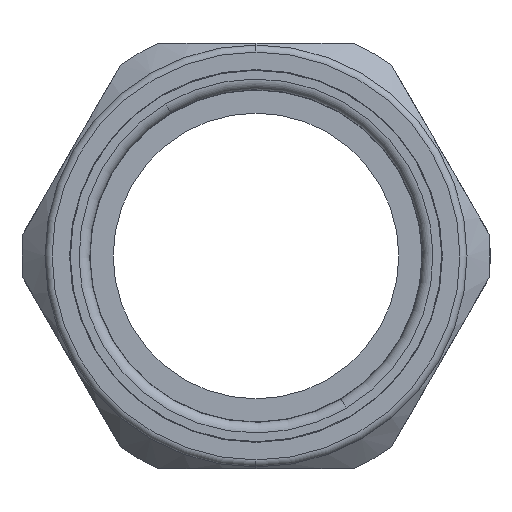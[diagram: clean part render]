
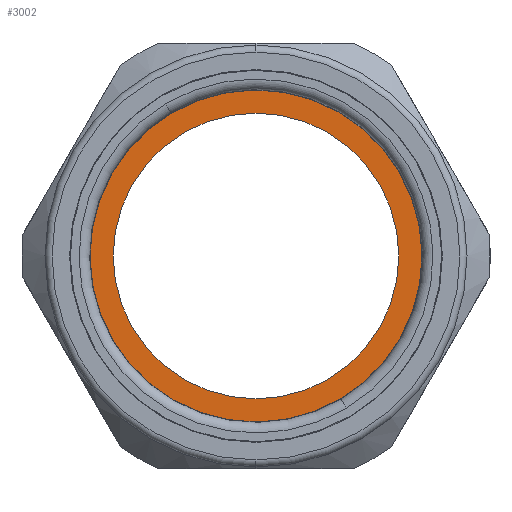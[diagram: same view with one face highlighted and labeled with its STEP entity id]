
A CAD part, left-side view. The second image highlights one B-rep face of the part: STEP entity #3002.
In plain terms, the highlighted planar face has unit normal (-1, 0, 0).
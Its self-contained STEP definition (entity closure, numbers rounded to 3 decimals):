
#36 = VERTEX_POINT ( 'NONE', #1227 ) ;
#107 = DIRECTION ( 'NONE',  ( -1., 0., 0. ) ) ;
#110 = DIRECTION ( 'NONE',  ( -1., 0., 0. ) ) ;
#117 = CARTESIAN_POINT ( 'NONE',  ( 21.2, 0., -23.4 ) ) ;
#146 = DIRECTION ( 'NONE',  ( 0., 0., 1. ) ) ;
#212 = VERTEX_POINT ( 'NONE', #2205 ) ;
#233 = CARTESIAN_POINT ( 'NONE',  ( 21.2, 0., 0. ) ) ;
#279 = CIRCLE ( 'NONE', #3489, 23.4 ) ;
#633 = EDGE_CURVE ( 'NONE', #212, #2916, #1398, .T. ) ;
#646 = ORIENTED_EDGE ( 'NONE', *, *, #684, .T. ) ;
#684 = EDGE_CURVE ( 'NONE', #36, #1083, #279, .T. ) ;
#814 = FACE_OUTER_BOUND ( 'NONE', #2765, .T. ) ;
#894 = AXIS2_PLACEMENT_3D ( 'NONE', #233, #2190, #1025 ) ;
#989 = AXIS2_PLACEMENT_3D ( 'NONE', #3446, #1786, #1746 ) ;
#1025 = DIRECTION ( 'NONE',  ( 0., 0., 1. ) ) ;
#1083 = VERTEX_POINT ( 'NONE', #117 ) ;
#1141 = EDGE_CURVE ( 'NONE', #1083, #36, #1488, .T. ) ;
#1166 = ORIENTED_EDGE ( 'NONE', *, *, #1708, .F. ) ;
#1201 = ORIENTED_EDGE ( 'NONE', *, *, #1141, .T. ) ;
#1210 = PLANE ( 'NONE',  #989 ) ;
#1227 = CARTESIAN_POINT ( 'NONE',  ( 21.2, 0., 23.4 ) ) ;
#1261 = CIRCLE ( 'NONE', #894, 20.135 ) ;
#1398 = CIRCLE ( 'NONE', #1626, 20.135 ) ;
#1484 = DIRECTION ( 'NONE',  ( -1., 0., 0. ) ) ;
#1488 = CIRCLE ( 'NONE', #2783, 23.4 ) ;
#1626 = AXIS2_PLACEMENT_3D ( 'NONE', #2634, #110, #3193 ) ;
#1708 = EDGE_CURVE ( 'NONE', #2916, #212, #1261, .T. ) ;
#1746 = DIRECTION ( 'NONE',  ( 0., 0., 1. ) ) ;
#1747 = ORIENTED_EDGE ( 'NONE', *, *, #633, .F. ) ;
#1769 = DIRECTION ( 'NONE',  ( 0., 0., 1. ) ) ;
#1786 = DIRECTION ( 'NONE',  ( -1., 0., 0. ) ) ;
#2190 = DIRECTION ( 'NONE',  ( -1., 0., 0. ) ) ;
#2205 = CARTESIAN_POINT ( 'NONE',  ( 21.2, 0., -20.135 ) ) ;
#2370 = CARTESIAN_POINT ( 'NONE',  ( 21.2, 0., 0. ) ) ;
#2402 = FACE_BOUND ( 'NONE', #2665, .T. ) ;
#2634 = CARTESIAN_POINT ( 'NONE',  ( 21.2, 0., 0. ) ) ;
#2665 = EDGE_LOOP ( 'NONE', ( #1166, #1747 ) ) ;
#2765 = EDGE_LOOP ( 'NONE', ( #646, #1201 ) ) ;
#2783 = AXIS2_PLACEMENT_3D ( 'NONE', #2370, #107, #146 ) ;
#2916 = VERTEX_POINT ( 'NONE', #3348 ) ;
#3002 = ADVANCED_FACE ( 'NONE', ( #2402, #814 ), #1210, .T. ) ;
#3168 = CARTESIAN_POINT ( 'NONE',  ( 21.2, 0., 0. ) ) ;
#3193 = DIRECTION ( 'NONE',  ( 0., 0., 1. ) ) ;
#3348 = CARTESIAN_POINT ( 'NONE',  ( 21.2, 0., 20.135 ) ) ;
#3446 = CARTESIAN_POINT ( 'NONE',  ( 21.2, 0., 0. ) ) ;
#3489 = AXIS2_PLACEMENT_3D ( 'NONE', #3168, #1484, #1769 ) ;
